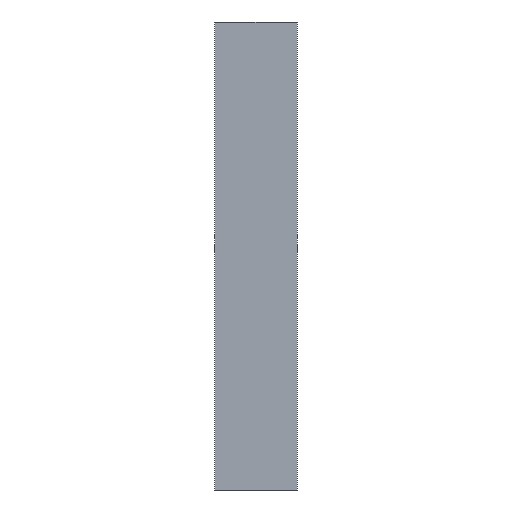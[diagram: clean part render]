
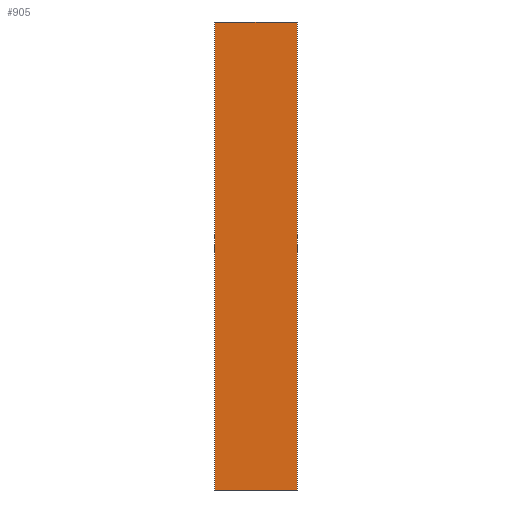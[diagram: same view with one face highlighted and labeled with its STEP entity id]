
A CAD part, front view. The second image highlights one B-rep face of the part: STEP entity #905.
In plain terms, the highlighted planar face has unit normal (0, -1, 0).
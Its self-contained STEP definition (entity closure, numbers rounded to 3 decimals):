
#114 = CARTESIAN_POINT ( 'NONE',  ( 0., 0., 340. ) ) ;
#147 = DIRECTION ( 'NONE',  ( 0., 1., 0. ) ) ;
#275 = EDGE_CURVE ( 'NONE', #1316, #1013, #487, .T. ) ;
#308 = DIRECTION ( 'NONE',  ( 0., 0., 1. ) ) ;
#378 = DIRECTION ( 'NONE',  ( -1., 0., 0. ) ) ;
#440 = CARTESIAN_POINT ( 'NONE',  ( -30., 0., 0. ) ) ;
#487 = LINE ( 'NONE', #1341, #676 ) ;
#642 = LINE ( 'NONE', #1324, #1549 ) ;
#676 = VECTOR ( 'NONE', #2016, 1000. ) ;
#730 = VERTEX_POINT ( 'NONE', #1840 ) ;
#815 = PLANE ( 'NONE',  #1370 ) ;
#905 = ADVANCED_FACE ( 'NONE', ( #1443 ), #815, .F. ) ;
#1013 = VERTEX_POINT ( 'NONE', #440 ) ;
#1023 = CARTESIAN_POINT ( 'NONE',  ( -30., 0., 340. ) ) ;
#1243 = EDGE_LOOP ( 'NONE', ( #1963, #2271, #2070, #1794 ) ) ;
#1316 = VERTEX_POINT ( 'NONE', #1023 ) ;
#1324 = CARTESIAN_POINT ( 'NONE',  ( 0., 0., 340. ) ) ;
#1341 = CARTESIAN_POINT ( 'NONE',  ( -30., 0., 340. ) ) ;
#1370 = AXIS2_PLACEMENT_3D ( 'NONE', #114, #147, #378 ) ;
#1413 = DIRECTION ( 'NONE',  ( 1., 0., 0. ) ) ;
#1443 = FACE_OUTER_BOUND ( 'NONE', #1243, .T. ) ;
#1549 = VECTOR ( 'NONE', #1413, 1000. ) ;
#1633 = LINE ( 'NONE', #2053, #2667 ) ;
#1794 = ORIENTED_EDGE ( 'NONE', *, *, #1824, .T. ) ;
#1824 = EDGE_CURVE ( 'NONE', #2183, #730, #2549, .T. ) ;
#1840 = CARTESIAN_POINT ( 'NONE',  ( 30., 0., 340. ) ) ;
#1857 = DIRECTION ( 'NONE',  ( 1., 0., 0. ) ) ;
#1963 = ORIENTED_EDGE ( 'NONE', *, *, #2489, .F. ) ;
#2016 = DIRECTION ( 'NONE',  ( 0., 0., -1. ) ) ;
#2053 = CARTESIAN_POINT ( 'NONE',  ( 0., 0., 0. ) ) ;
#2070 = ORIENTED_EDGE ( 'NONE', *, *, #2547, .T. ) ;
#2183 = VERTEX_POINT ( 'NONE', #2550 ) ;
#2271 = ORIENTED_EDGE ( 'NONE', *, *, #275, .T. ) ;
#2476 = VECTOR ( 'NONE', #308, 1000. ) ;
#2489 = EDGE_CURVE ( 'NONE', #1316, #730, #642, .T. ) ;
#2547 = EDGE_CURVE ( 'NONE', #1013, #2183, #1633, .T. ) ;
#2549 = LINE ( 'NONE', #2763, #2476 ) ;
#2550 = CARTESIAN_POINT ( 'NONE',  ( 30., 0., 0. ) ) ;
#2667 = VECTOR ( 'NONE', #1857, 1000. ) ;
#2763 = CARTESIAN_POINT ( 'NONE',  ( 30., 0., 340. ) ) ;
